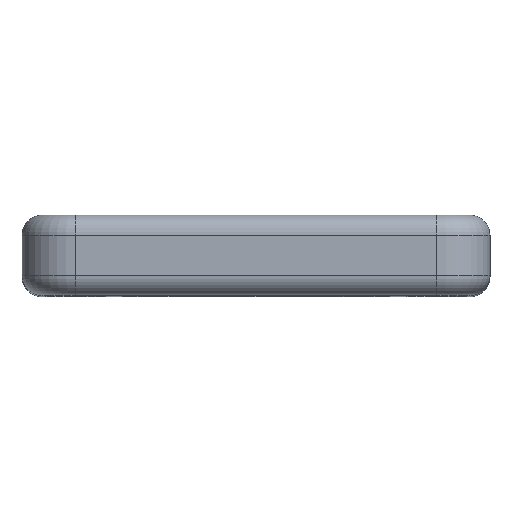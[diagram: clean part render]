
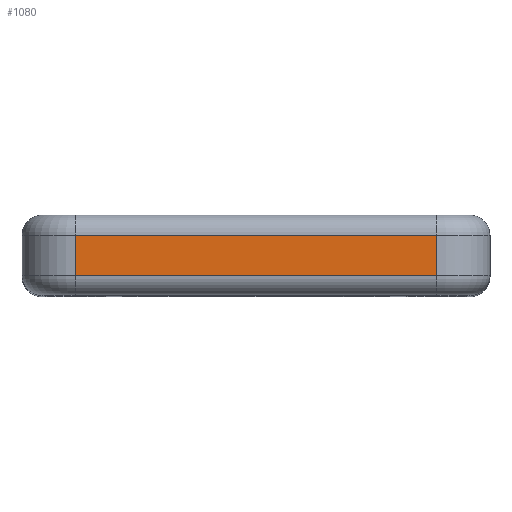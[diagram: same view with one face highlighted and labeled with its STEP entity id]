
A CAD part, top view. The second image highlights one B-rep face of the part: STEP entity #1080.
In plain terms, the highlighted planar face has unit normal (0, 0, 1).
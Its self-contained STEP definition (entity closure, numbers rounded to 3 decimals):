
#197 = EDGE_CURVE ( 'NONE', #224, #1322, #1251, .T. ) ;
#224 = VERTEX_POINT ( 'NONE', #780 ) ;
#259 = EDGE_CURVE ( 'NONE', #287, #224, #1557, .T. ) ;
#264 = DIRECTION ( 'NONE',  ( 0., 0., -1. ) ) ;
#267 = EDGE_LOOP ( 'NONE', ( #1878, #401, #329, #1006 ) ) ;
#287 = VERTEX_POINT ( 'NONE', #911 ) ;
#309 = CARTESIAN_POINT ( 'NONE',  ( 4., 0., 0. ) ) ;
#329 = ORIENTED_EDGE ( 'NONE', *, *, #1709, .T. ) ;
#401 = ORIENTED_EDGE ( 'NONE', *, *, #197, .T. ) ;
#417 = DIRECTION ( 'NONE',  ( -1., 0., 0. ) ) ;
#508 = VECTOR ( 'NONE', #767, 1000. ) ;
#518 = VECTOR ( 'NONE', #417, 1000. ) ;
#585 = CARTESIAN_POINT ( 'NONE',  ( 0., 6., 0. ) ) ;
#626 = VERTEX_POINT ( 'NONE', #1094 ) ;
#739 = LINE ( 'NONE', #1559, #518 ) ;
#742 = DIRECTION ( 'NONE',  ( -1., 0., 0. ) ) ;
#767 = DIRECTION ( 'NONE',  ( 1., 0., 0. ) ) ;
#780 = CARTESIAN_POINT ( 'NONE',  ( 4., 1.5, 0. ) ) ;
#904 = FACE_OUTER_BOUND ( 'NONE', #267, .T. ) ;
#911 = CARTESIAN_POINT ( 'NONE',  ( 4., 4.5, 0. ) ) ;
#947 = PLANE ( 'NONE',  #1110 ) ;
#953 = DIRECTION ( 'NONE',  ( 0., -1., 0. ) ) ;
#1006 = ORIENTED_EDGE ( 'NONE', *, *, #1363, .T. ) ;
#1080 = ADVANCED_FACE ( 'NONE', ( #904 ), #947, .F. ) ;
#1094 = CARTESIAN_POINT ( 'NONE',  ( 31., 4.5, 0. ) ) ;
#1110 = AXIS2_PLACEMENT_3D ( 'NONE', #585, #264, #742 ) ;
#1197 = CARTESIAN_POINT ( 'NONE',  ( 31., 6., 0. ) ) ;
#1204 = DIRECTION ( 'NONE',  ( 0., 1., 0. ) ) ;
#1251 = LINE ( 'NONE', #1703, #508 ) ;
#1322 = VERTEX_POINT ( 'NONE', #1653 ) ;
#1334 = VECTOR ( 'NONE', #953, 1000. ) ;
#1363 = EDGE_CURVE ( 'NONE', #626, #287, #739, .T. ) ;
#1557 = LINE ( 'NONE', #309, #1334 ) ;
#1559 = CARTESIAN_POINT ( 'NONE',  ( 4., 4.5, 0. ) ) ;
#1644 = LINE ( 'NONE', #1197, #2047 ) ;
#1653 = CARTESIAN_POINT ( 'NONE',  ( 31., 1.5, 0. ) ) ;
#1703 = CARTESIAN_POINT ( 'NONE',  ( 0., 1.5, 0. ) ) ;
#1709 = EDGE_CURVE ( 'NONE', #1322, #626, #1644, .T. ) ;
#1878 = ORIENTED_EDGE ( 'NONE', *, *, #259, .T. ) ;
#2047 = VECTOR ( 'NONE', #1204, 1000. ) ;
